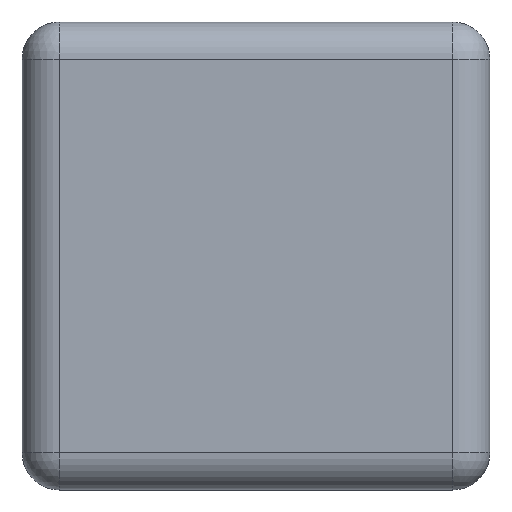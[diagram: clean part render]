
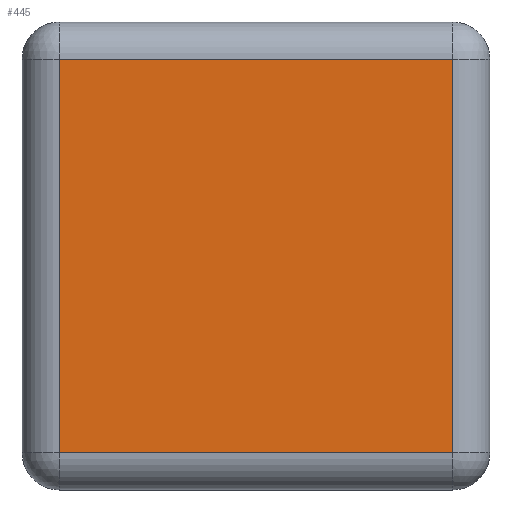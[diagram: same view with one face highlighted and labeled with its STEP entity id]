
A CAD part, front view. The second image highlights one B-rep face of the part: STEP entity #445.
In plain terms, the highlighted face is planar.
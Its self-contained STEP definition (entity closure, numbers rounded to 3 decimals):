
#139=ORIENTED_EDGE('',*,*,#235,.T.);
#140=ORIENTED_EDGE('',*,*,#236,.T.);
#141=ORIENTED_EDGE('',*,*,#237,.T.);
#142=ORIENTED_EDGE('',*,*,#238,.T.);
#235=EDGE_CURVE('',#287,#288,#323,.F.);
#236=EDGE_CURVE('',#288,#289,#324,.F.);
#237=EDGE_CURVE('',#289,#290,#325,.F.);
#238=EDGE_CURVE('',#290,#287,#326,.F.);
#287=VERTEX_POINT('',#778);
#288=VERTEX_POINT('',#779);
#289=VERTEX_POINT('',#781);
#290=VERTEX_POINT('',#783);
#323=LINE('',#777,#359);
#324=LINE('',#780,#360);
#325=LINE('',#782,#361);
#326=LINE('',#784,#362);
#359=VECTOR('',#622,1000.);
#360=VECTOR('',#623,1000.);
#361=VECTOR('',#624,1000.);
#362=VECTOR('',#625,1000.);
#377=EDGE_LOOP('',(#139,#140,#141,#142));
#405=FACE_BOUND('',#377,.T.);
#429=PLANE('',#508);
#445=ADVANCED_FACE('',(#405),#429,.F.);
#508=AXIS2_PLACEMENT_3D('',#776,#620,#621);
#620=DIRECTION('',(0.,-1.,0.));
#621=DIRECTION('',(0.,0.,-1.));
#622=DIRECTION('',(1.,0.,0.));
#623=DIRECTION('',(0.,0.,-1.));
#624=DIRECTION('',(-1.,0.,0.));
#625=DIRECTION('',(0.,0.,1.));
#776=CARTESIAN_POINT('',(-0.625,0.45,-0.625));
#777=CARTESIAN_POINT('',(-0.625,0.45,-0.525));
#778=CARTESIAN_POINT('',(0.525,0.45,-0.525));
#779=CARTESIAN_POINT('',(-0.525,0.45,-0.525));
#780=CARTESIAN_POINT('',(-0.525,0.45,0.625));
#781=CARTESIAN_POINT('',(-0.525,0.45,0.525));
#782=CARTESIAN_POINT('',(0.625,0.45,0.525));
#783=CARTESIAN_POINT('',(0.525,0.45,0.525));
#784=CARTESIAN_POINT('',(0.525,0.45,-0.625));
